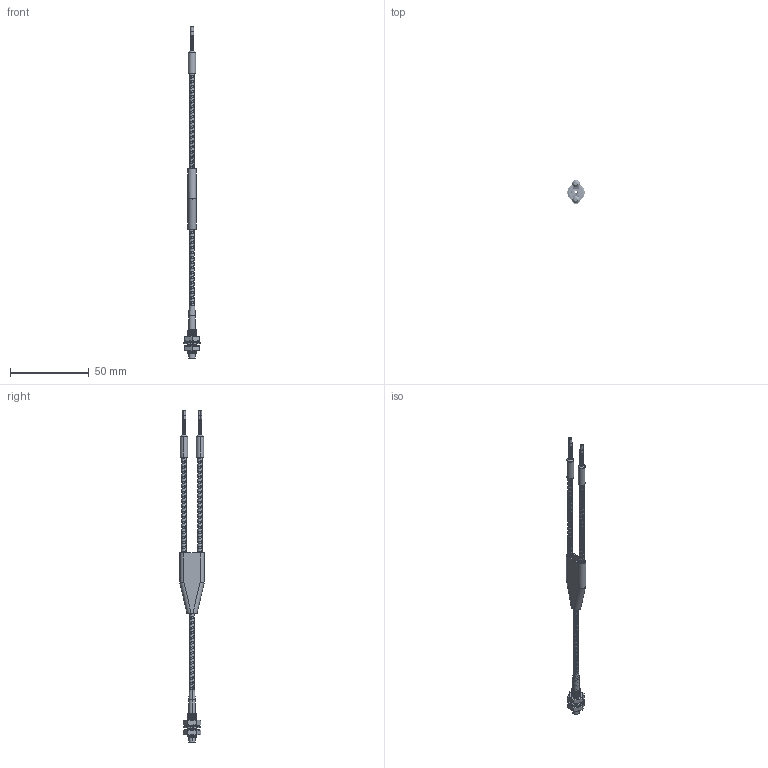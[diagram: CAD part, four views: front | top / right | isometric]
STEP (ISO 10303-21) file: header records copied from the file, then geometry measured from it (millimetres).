
FILE_DESCRIPTION((''),'2;1');
FILE_NAME('189693_ASM','2015-08-17T',('pdmadmin'),(''),'PRO/ENGINEER BY PARAMETRIC TECHNOLOGY CORPORATION, 2013230','PRO/ENGINEER BY PARAMETRIC TECHNOLOGY CORPORATION, 2013230','');
FILE_SCHEMA(('CONFIG_CONTROL_DESIGN'));
Length unit declared in the file: inch
Products named in the file (8): SHRINK_TUBE_3X-12_X_1-5; SS_TUBING_STW_-120; 110532; FTI_B158134_AF9; 30920; 30921; COLLAR_15MM_X_4-06; 189693_ASM
Assembly tree (11 placements, depth 2):
  189693_ASM
    SHRINK_TUBE_3X-12_X_1-5
    SS_TUBING_STW_-120  x3
    110532  x2
    FTI_B158134_AF9
    30920
    30921  x2
    COLLAR_15MM_X_4-06
Bounding box: 11 x 15.24 x 210.17 mm (x, y, z)
Volume: 2846.2 mm3; surface area: 10147.2 mm2
Topology: 11 solids, 13 shells, 1200 faces, 2517 edges, 1341 vertices
Faces by surface type: torus 400, cone 278, bspline 232, cylinder 226, plane 64
Entity records: 37209 total; most frequent: CARTESIAN_POINT 23583, DIRECTION 2997, ORIENTED_EDGE 2706, EDGE_CURVE 1355, AXIS2_PLACEMENT_3D 1265, VERTEX_POINT 741, CIRCLE 700, EDGE_LOOP 644
